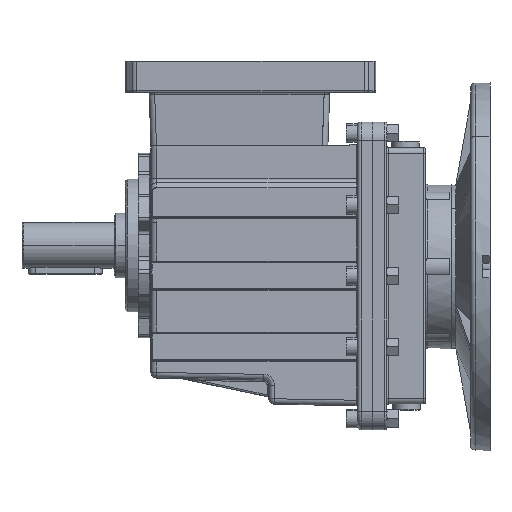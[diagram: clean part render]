
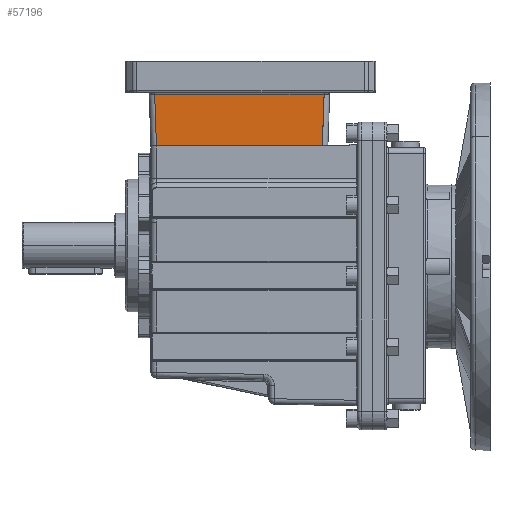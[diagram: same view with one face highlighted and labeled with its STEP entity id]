
A CAD part, left-side view. The second image highlights one B-rep face of the part: STEP entity #57196.
In plain terms, the highlighted planar face has unit normal (-0.999, 0.009, -0.035).
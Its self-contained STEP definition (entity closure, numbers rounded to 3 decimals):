
#1680 = PLANE ( 'NONE',  #82176 ) ;
#8560 = VECTOR ( 'NONE', #20667, 1000. ) ;
#12272 = CARTESIAN_POINT ( 'NONE',  ( -151.451, -120.846, 315.285 ) ) ;
#18209 = DIRECTION ( 'NONE',  ( -0.999, 0.009, -0.035 ) ) ;
#20667 = DIRECTION ( 'NONE',  ( 0.035, -0.035, -0.999 ) ) ;
#26368 = DIRECTION ( 'NONE',  ( 0.009, 1., 0. ) ) ;
#26750 = CARTESIAN_POINT ( 'NONE',  ( -150.162, -85.235, 287.25 ) ) ;
#28747 = CARTESIAN_POINT ( 'NONE',  ( -149.678, -29.864, 287.25 ) ) ;
#31715 = FACE_OUTER_BOUND ( 'NONE', #70999, .T. ) ;
#34808 = DIRECTION ( 'NONE',  ( -0.035, -0.035, 0.999 ) ) ;
#35030 = DIRECTION ( 'NONE',  ( 0.035, 0., -0.999 ) ) ;
#36560 = VERTEX_POINT ( 'NONE', #12272 ) ;
#38607 = ORIENTED_EDGE ( 'NONE', *, *, #55039, .F. ) ;
#38932 = CARTESIAN_POINT ( 'NONE',  ( -149.612, -29.93, 285.338 ) ) ;
#39651 = ORIENTED_EDGE ( 'NONE', *, *, #58081, .T. ) ;
#52566 = EDGE_CURVE ( 'NONE', #104357, #52965, #63458, .T. ) ;
#52965 = VERTEX_POINT ( 'NONE', #28747 ) ;
#55039 = EDGE_CURVE ( 'NONE', #78978, #52965, #91162, .T. ) ;
#57146 = EDGE_CURVE ( 'NONE', #36560, #104357, #78618, .T. ) ;
#57196 = ADVANCED_FACE ( 'NONE', ( #31715 ), #1680, .T. ) ;
#57577 = CARTESIAN_POINT ( 'NONE',  ( -150.464, -119.867, 287.25 ) ) ;
#58081 = EDGE_CURVE ( 'NONE', #78978, #36560, #74419, .T. ) ;
#63458 = LINE ( 'NONE', #38932, #8560 ) ;
#70999 = EDGE_LOOP ( 'NONE', ( #74703, #38607, #39651, #99222 ) ) ;
#74419 = LINE ( 'NONE', #95017, #86462 ) ;
#74703 = ORIENTED_EDGE ( 'NONE', *, *, #52566, .T. ) ;
#78618 = LINE ( 'NONE', #104569, #106721 ) ;
#78775 = DIRECTION ( 'NONE',  ( 0.009, 1., 0. ) ) ;
#78978 = VERTEX_POINT ( 'NONE', #57577 ) ;
#82176 = AXIS2_PLACEMENT_3D ( 'NONE', #95595, #18209, #35030 ) ;
#86462 = VECTOR ( 'NONE', #34808, 1000. ) ;
#91162 = LINE ( 'NONE', #26750, #109840 ) ;
#95017 = CARTESIAN_POINT ( 'NONE',  ( -150.421, -119.825, 286.033 ) ) ;
#95595 = CARTESIAN_POINT ( 'NONE',  ( -150.162, -85.235, 287.25 ) ) ;
#99070 = CARTESIAN_POINT ( 'NONE',  ( -150.649, -28.885, 315.285 ) ) ;
#99222 = ORIENTED_EDGE ( 'NONE', *, *, #57146, .T. ) ;
#104357 = VERTEX_POINT ( 'NONE', #99070 ) ;
#104569 = CARTESIAN_POINT ( 'NONE',  ( -151.14, -85.226, 315.285 ) ) ;
#106721 = VECTOR ( 'NONE', #78775, 1000. ) ;
#109840 = VECTOR ( 'NONE', #26368, 1000. ) ;
